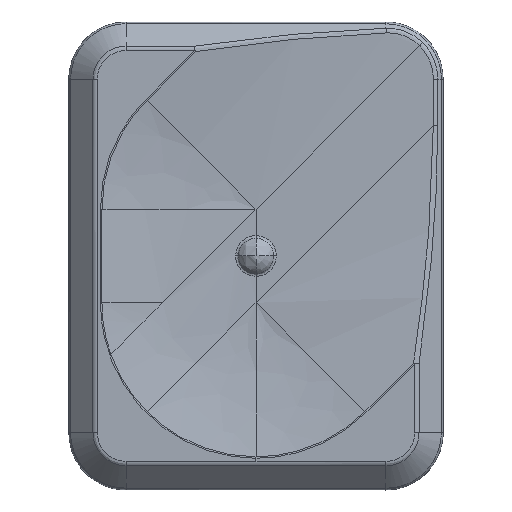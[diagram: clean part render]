
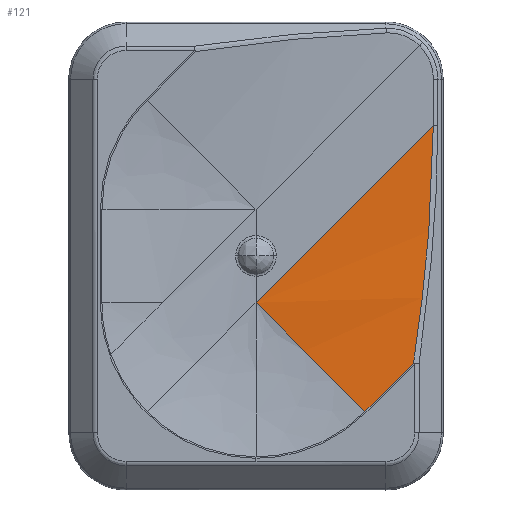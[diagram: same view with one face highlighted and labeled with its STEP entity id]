
A CAD part, top view. The second image highlights one B-rep face of the part: STEP entity #121.
In plain terms, the highlighted free-form (B-spline) face has degree [2, 1] with [3, 2] control points.
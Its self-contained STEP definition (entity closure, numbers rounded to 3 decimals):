
#121=ADVANCED_FACE('',(#232),#1604,.T.);
#232=FACE_OUTER_BOUND('',#346,.T.);
#346=EDGE_LOOP('',(#819,#820,#821,#822));
#819=ORIENTED_EDGE('',*,*,#1097,.F.);
#820=ORIENTED_EDGE('',*,*,#893,.T.);
#821=ORIENTED_EDGE('',*,*,#1096,.T.);
#822=ORIENTED_EDGE('',*,*,#868,.F.);
#868=EDGE_CURVE('',#1367,#1376,#1107,.T.);
#893=EDGE_CURVE('',#1389,#1387,#1130,.T.);
#1096=EDGE_CURVE('',#1387,#1376,#1222,.T.);
#1097=EDGE_CURVE('',#1389,#1367,#1223,.T.);
#1107=(
BOUNDED_CURVE()
B_SPLINE_CURVE(3,(#2909,#2910,#2911,#2912,#2913),.UNSPECIFIED.,.F.,.F.)
B_SPLINE_CURVE_WITH_KNOTS((4,1,4),(-10.792,-5.396,
0.775),.UNSPECIFIED.)
CURVE()
GEOMETRIC_REPRESENTATION_ITEM()
RATIONAL_B_SPLINE_CURVE((1.,1.,1.,1.,
1.))
REPRESENTATION_ITEM('')
);
#1130=(
BOUNDED_CURVE()
B_SPLINE_CURVE(2,(#2995,#2996,#2997),.UNSPECIFIED.,.F.,.F.)
B_SPLINE_CURVE_WITH_KNOTS((3,3),(-7.517,-0.092),
 .UNSPECIFIED.)
CURVE()
GEOMETRIC_REPRESENTATION_ITEM()
RATIONAL_B_SPLINE_CURVE((1.,1.,1.))
REPRESENTATION_ITEM('')
);
#1222=(
BOUNDED_CURVE()
B_SPLINE_CURVE(1,(#3640,#3641),.UNSPECIFIED.,.F.,.F.)
B_SPLINE_CURVE_WITH_KNOTS((2,2),(0.,3.306),.UNSPECIFIED.)
CURVE()
GEOMETRIC_REPRESENTATION_ITEM()
RATIONAL_B_SPLINE_CURVE((1.,1.))
REPRESENTATION_ITEM('')
);
#1223=(
BOUNDED_CURVE()
B_SPLINE_CURVE(1,(#3642,#3643),.UNSPECIFIED.,.F.,.F.)
B_SPLINE_CURVE_WITH_KNOTS((2,2),(0.,12.057),.UNSPECIFIED.)
CURVE()
GEOMETRIC_REPRESENTATION_ITEM()
RATIONAL_B_SPLINE_CURVE((1.,1.))
REPRESENTATION_ITEM('')
);
#1367=VERTEX_POINT('',#2669);
#1376=VERTEX_POINT('',#2678);
#1387=VERTEX_POINT('',#2689);
#1389=VERTEX_POINT('',#2691);
#1604=(
BOUNDED_SURFACE()
B_SPLINE_SURFACE(2,1,((#2442,#2443),(#2444,#2445),(#2446,#2447)),
 .UNSPECIFIED.,.F.,.F.,.F.)
B_SPLINE_SURFACE_WITH_KNOTS((3,3),(2,2),(-7.517,-0.092),
(0.,18.062),.UNSPECIFIED.)
GEOMETRIC_REPRESENTATION_ITEM()
RATIONAL_B_SPLINE_SURFACE(((0.854,0.854),(0.854,
0.854),(0.854,0.854)))
REPRESENTATION_ITEM('')
SURFACE()
);
#2442=CARTESIAN_POINT('',(202.226,2.853,8.55));
#2443=CARTESIAN_POINT('',(214.998,15.625,8.55));
#2444=CARTESIAN_POINT('',(204.845,0.233,8.55));
#2445=CARTESIAN_POINT('',(217.617,13.005,8.55));
#2446=CARTESIAN_POINT('',(207.465,-2.386,9.442));
#2447=CARTESIAN_POINT('',(220.237,10.386,9.442));
#2669=CARTESIAN_POINT('',(210.752,11.378,8.55));
#2678=CARTESIAN_POINT('',(209.802,-0.049,9.442));
#2689=CARTESIAN_POINT('',(207.465,-2.386,9.442));
#2691=CARTESIAN_POINT('',(202.226,2.853,8.55));
#2909=CARTESIAN_POINT('',(210.752,11.378,8.55));
#2910=CARTESIAN_POINT('',(210.743,9.588,8.55));
#2911=CARTESIAN_POINT('',(210.559,5.752,8.715));
#2912=CARTESIAN_POINT('',(210.103,1.958,9.151));
#2913=CARTESIAN_POINT('',(209.802,-0.049,9.442));
#2995=CARTESIAN_POINT('',(202.226,2.853,8.55));
#2996=CARTESIAN_POINT('',(204.845,0.233,8.55));
#2997=CARTESIAN_POINT('',(207.465,-2.386,9.442));
#3640=CARTESIAN_POINT('',(207.465,-2.386,9.442));
#3641=CARTESIAN_POINT('',(209.802,-0.049,9.442));
#3642=CARTESIAN_POINT('',(202.226,2.853,8.55));
#3643=CARTESIAN_POINT('',(210.752,11.378,8.55));
